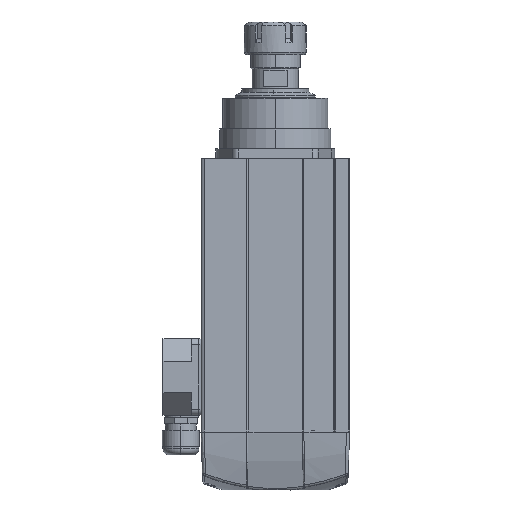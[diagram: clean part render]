
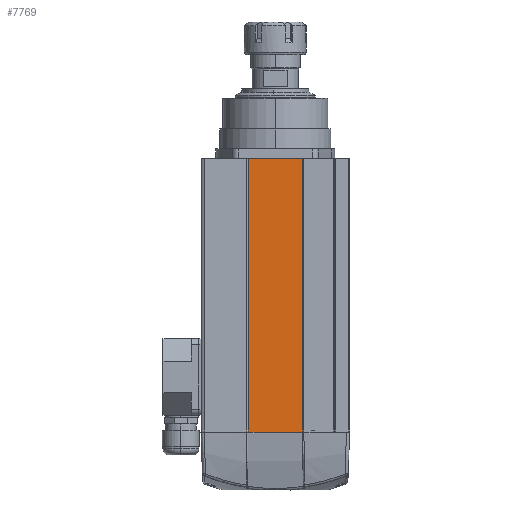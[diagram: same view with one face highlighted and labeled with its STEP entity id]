
A CAD part, left-side view. The second image highlights one B-rep face of the part: STEP entity #7769.
In plain terms, the highlighted planar face has unit normal (-1, 0, 0).
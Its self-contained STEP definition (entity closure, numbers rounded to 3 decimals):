
#119 = CARTESIAN_POINT ( 'NONE',  ( -11214.356, -7631.504, 221. ) ) ;
#139 = CARTESIAN_POINT ( 'NONE',  ( -11214.356, -7631.504, 0. ) ) ;
#825 = EDGE_LOOP ( 'NONE', ( #5742, #17493, #8901, #19437 ) ) ;
#2491 = VERTEX_POINT ( 'NONE', #17933 ) ;
#2787 = DIRECTION ( 'NONE',  ( 0., 0., -1. ) ) ;
#2888 = CARTESIAN_POINT ( 'NONE',  ( -11214.356, -7675.504, 221. ) ) ;
#3145 = VERTEX_POINT ( 'NONE', #139 ) ;
#5041 = DIRECTION ( 'NONE',  ( 1., 0., 0. ) ) ;
#5087 = LINE ( 'NONE', #23367, #13500 ) ;
#5120 = VERTEX_POINT ( 'NONE', #18212 ) ;
#5742 = ORIENTED_EDGE ( 'NONE', *, *, #22207, .T. ) ;
#6362 = EDGE_CURVE ( 'NONE', #2491, #17117, #19673, .T. ) ;
#7189 = PLANE ( 'NONE',  #24415 ) ;
#7769 = ADVANCED_FACE ( 'NONE', ( #16695 ), #7189, .F. ) ;
#8070 = LINE ( 'NONE', #16559, #23315 ) ;
#8901 = ORIENTED_EDGE ( 'NONE', *, *, #6362, .F. ) ;
#13500 = VECTOR ( 'NONE', #2787, 1000. ) ;
#13520 = VECTOR ( 'NONE', #16613, 1000. ) ;
#15294 = LINE ( 'NONE', #2888, #20143 ) ;
#16518 = EDGE_CURVE ( 'NONE', #17117, #5120, #15294, .T. ) ;
#16559 = CARTESIAN_POINT ( 'NONE',  ( -11214.356, -7631.504, 0. ) ) ;
#16613 = DIRECTION ( 'NONE',  ( 0., -1., 0. ) ) ;
#16695 = FACE_OUTER_BOUND ( 'NONE', #825, .T. ) ;
#17117 = VERTEX_POINT ( 'NONE', #20058 ) ;
#17493 = ORIENTED_EDGE ( 'NONE', *, *, #16518, .F. ) ;
#17933 = CARTESIAN_POINT ( 'NONE',  ( -11214.356, -7631.504, 221. ) ) ;
#18212 = CARTESIAN_POINT ( 'NONE',  ( -11214.356, -7675.504, 0. ) ) ;
#19437 = ORIENTED_EDGE ( 'NONE', *, *, #24592, .T. ) ;
#19673 = LINE ( 'NONE', #119, #13520 ) ;
#20058 = CARTESIAN_POINT ( 'NONE',  ( -11214.356, -7675.504, 221. ) ) ;
#20143 = VECTOR ( 'NONE', #21903, 1000. ) ;
#21903 = DIRECTION ( 'NONE',  ( 0., 0., -1. ) ) ;
#22207 = EDGE_CURVE ( 'NONE', #3145, #5120, #8070, .T. ) ;
#23315 = VECTOR ( 'NONE', #24806, 1000. ) ;
#23367 = CARTESIAN_POINT ( 'NONE',  ( -11214.356, -7631.504, 221. ) ) ;
#23960 = CARTESIAN_POINT ( 'NONE',  ( -11214.356, -7631.504, 221. ) ) ;
#24415 = AXIS2_PLACEMENT_3D ( 'NONE', #23960, #5041, #26091 ) ;
#24592 = EDGE_CURVE ( 'NONE', #2491, #3145, #5087, .T. ) ;
#24806 = DIRECTION ( 'NONE',  ( 0., -1., 0. ) ) ;
#26091 = DIRECTION ( 'NONE',  ( 0., 0., -1. ) ) ;
